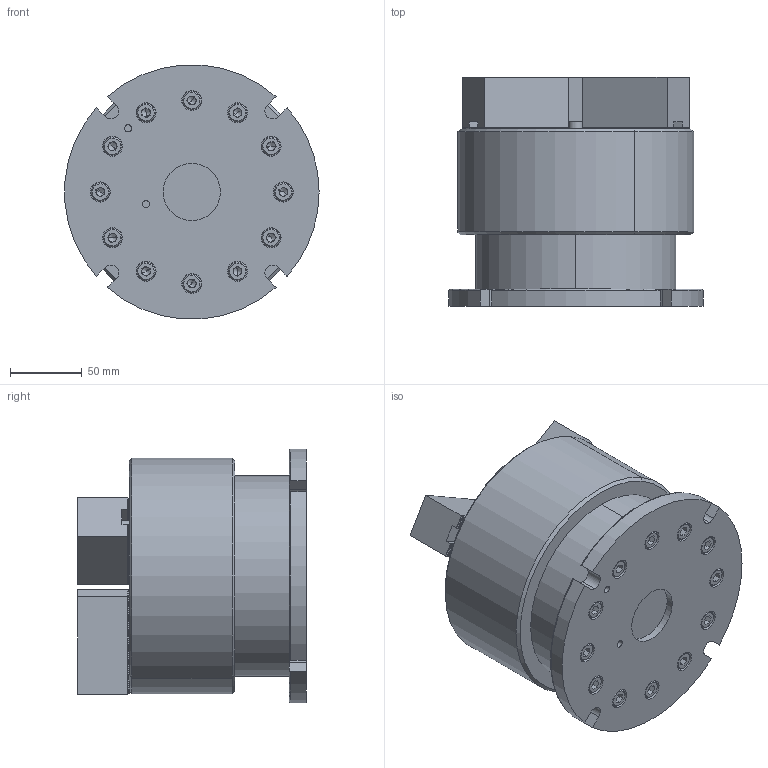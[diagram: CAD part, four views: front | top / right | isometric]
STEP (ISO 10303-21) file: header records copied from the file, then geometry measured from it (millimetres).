
FILE_DESCRIPTION (( 'STEP AP203' ), '1' );
FILE_NAME ('CF-VP-306.STEP', '2018-10-16T05:58:56', ( '' ), ( '' ), 'SwSTEP 2.0', 'SolidWorks 2016', '' );
FILE_SCHEMA (( 'CONFIG_CONTROL_DESIGN' ));
Length unit declared in the file: metre
Products named in the file (11): 圓頭內六角螺栓_M10x25; CF-3P-06; CF-3P-06-0100G; CF-VP-306; 圓頭內六角螺栓_M5x12; CF-VP-06-02000; 圓頭內六角螺栓_M8x20; SJ-06; CF-3P-06-04000; 圓頭內六角螺栓_M10x70; CF-VP-06-01000
Assembly tree (35 placements, depth 3):
  CF-VP-306
    CF-VP-06-01000
    CF-VP-06-02000
    CF-3P-06
      CF-3P-06-0100G
      CF-3P-06-04000
      圓頭內六角螺栓_M5x12  x3
      SJ-06  x3
      圓頭內六角螺栓_M10x25  x6
      圓頭內六角螺栓_M10x70  x6
    圓頭內六角螺栓_M8x20  x12
Bounding box: 177.71 x 160 x 177.43 mm (x, y, z)
Volume: 2621802.8 mm3; surface area: 336521.3 mm2
Topology: 34 solids, 34 shells, 2373 faces, 6341 edges, 4062 vertices
Faces by surface type: plane 1416, cylinder 669, cone 257, bspline 24, torus 7
Entity records: 31913 total; most frequent: CARTESIAN_POINT 6467, ORIENTED_EDGE 5038, DIRECTION 4770, EDGE_CURVE 2519, VERTEX_POINT 1655, AXIS2_PLACEMENT_3D 1630, VECTOR 1510, LINE 1510
